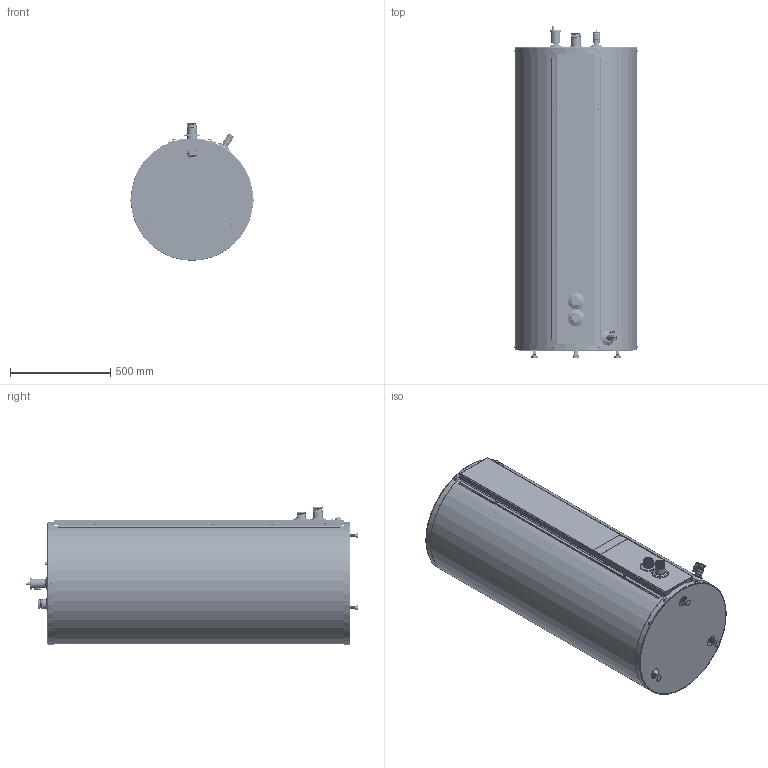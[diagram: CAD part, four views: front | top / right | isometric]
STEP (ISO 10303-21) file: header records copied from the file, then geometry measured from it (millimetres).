
FILE_DESCRIPTION (( 'STEP AP214' ), '1' );
FILE_NAME ('RE 72.STEP', '2019-09-26T18:11:54', ( '' ), ( '' ), 'SwSTEP 2.0', 'SolidWorks 2019', '' );
FILE_SCHEMA (( 'AUTOMOTIVE_DESIGN' ));
Length unit declared in the file: inch
Products named in the file (1): RE 72
Bounding box: 616.71 x 1655.64 x 692.53 mm (x, y, z)
Volume: 4178231.2 mm3; surface area: 8149289.7 mm2
Topology: 55 solids, 56 shells, 2412 faces, 5463 edges, 3214 vertices
Faces by surface type: plane 862, cone 765, cylinder 581, bspline 125, torus 65, sphere 14
Full cylindrical faces by diameter (mm): 3.566 x242, 4.762 x8, 4.763 x8, 4.826 x22, 5.08 x2, 5.105 x14, 9.474 x22, 11.113 x1, 12.065 x1, 12.7 x1, 13.97 x1, 14.097 x1, 15.037 x1, 17.856 x1, 19.05 x72, 20.93 x1, 21.59 x2, 22.225 x1, 23.012 x3, 25.4 x3, 26.67 x1, 27.102 x1, 30.353 x1, 30.607 x1, 32.131 x1, 32.69 x1, 33.338 x1, 33.655 x1, 33.909 x1, 34.671 x1
Entity records: 149227 total; most frequent: CARTESIAN_POINT 69257, DIRECTION 9914, ORIENTED_EDGE 8372, EDGE_CURVE 4186, AXIS2_PLACEMENT_3D 3972, EDGE_LOOP 3742, VERTEX_POINT 3116, FACE_OUTER_BOUND 2894
